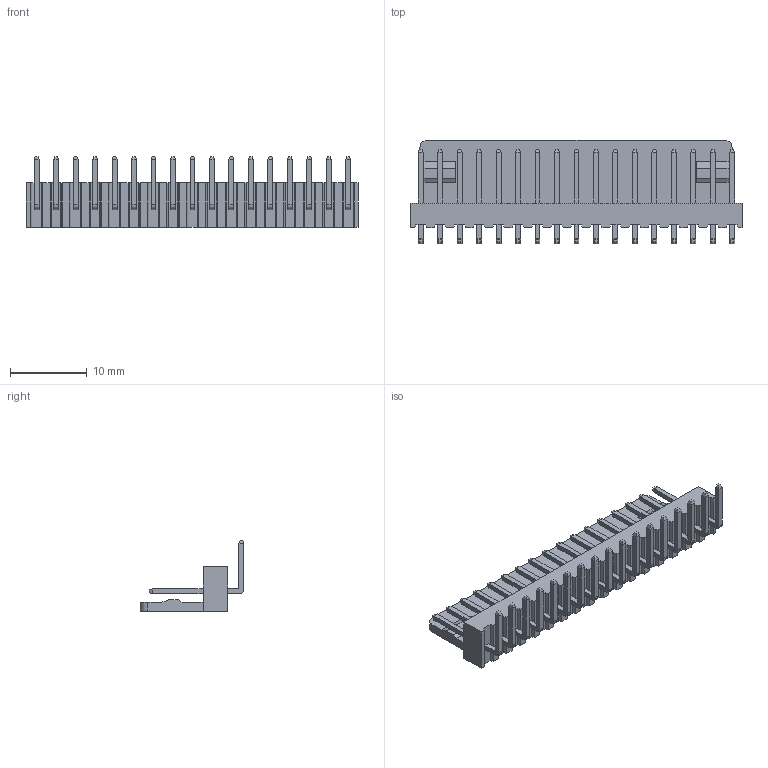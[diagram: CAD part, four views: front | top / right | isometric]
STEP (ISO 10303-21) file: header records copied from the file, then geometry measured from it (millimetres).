
FILE_DESCRIPTION (( 'STEP AP214' ), '1' );
FILE_NAME ('11634, SWR25X-NRTC-S17-RA-BA.STEP', '2012-09-20T02:13:42', ( '' ), ( '' ), 'SwSTEP 2.0', 'SolidWorks 2012', '' );
FILE_SCHEMA (( 'AUTOMOTIVE_DESIGN' ));
Length unit declared in the file: millimetre
Products named in the file (1): 11634, SWR25X-NRTC-S17-RA-BA
Bounding box: 43.3 x 13.52 x 9.2 mm (x, y, z)
Volume: 1249 mm3; surface area: 2202.8 mm2
Topology: 1 solids, 1 shells, 445 faces, 1091 edges, 682 vertices
Faces by surface type: plane 426, cylinder 19
Entity records: 12709 total; most frequent: CARTESIAN_POINT 2219, ORIENTED_EDGE 2182, DIRECTION 2021, EDGE_CURVE 1091, LINE 1053, VECTOR 1053, VERTEX_POINT 682, AXIS2_PLACEMENT_3D 484
